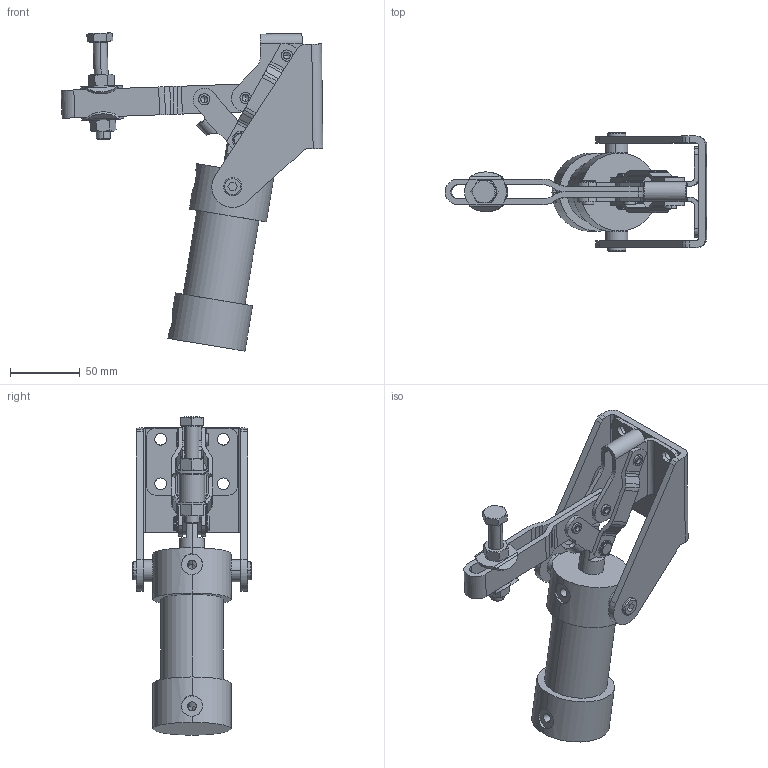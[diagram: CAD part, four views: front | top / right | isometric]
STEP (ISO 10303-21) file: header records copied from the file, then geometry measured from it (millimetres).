
FILE_DESCRIPTION((''),'2;1');
FILE_NAME('704-opened.stp','2005-09-28T10:32:08',('CAD'),(''),'Autodesk Inventor 8','Autodesk Inventor 8','');
FILE_SCHEMA(('AUTOMOTIVE_DESIGN { 1 0 10303 214 1 1 1 1 }'));
Length unit declared in the file: millimetre
Products named in the file (18): R704D1-OTEVØENÁ; Part1; 214.0-02D1; 704-03D1; 704-04D1; PODLOŽKA 800 115; 704-06E1; 704-07E1; KONZOLA VÁLCE; N 10x16 [D=5][d=4][d1=5][L=16][k=1,2][L1=3][R1=0,5][R=0,6]; P 10x8x8 [D=10,25 mm][L=7,8 mm][d=8,04 mm]; N 10x22 [D=5][d=4][d1=5][L=22][k=1,2][L1=3][R1=0,5][R=0,6]; P 10x8x14 [D=10,25 mm][L=13,8 mm][d=8,04 mm]; Šroub se šestihrannou hlavou ISO 4017 - M10x70; Šroub s vnitøním šestihranem DIN 912 - M8 x 16; Matice ISO 4032 M10; Kroužek 6 ÈSN 022929; VÁLEC PV40-70 2000045710400070
Assembly tree (25 placements, depth 2):
  R704D1-OTEVØENÁ
    Part1
    214.0-02D1
    704-03D1  x2
    704-04D1
    PODLOŽKA 800 115  x2
    704-06E1
    704-07E1  x2
    KONZOLA VÁLCE
    N 10x16 [D=5][d=4][d1=5][L=16][k=1,2][L1=3][R1=0,5][R=0,6]  x2
    P 10x8x8 [D=10,25 mm][L=7,8 mm][d=8,04 mm]  x2
    N 10x22 [D=5][d=4][d1=5][L=22][k=1,2][L1=3][R1=0,5][R=0,6]
    P 10x8x14 [D=10,25 mm][L=13,8 mm][d=8,04 mm]
    Šroub se šestihrannou hlavou ISO 4017 - M10x70
    Šroub s vnitøním šestihranem DIN 912 - M8 x 16  x2
    Matice ISO 4032 M10  x2
    Kroužek 6 ÈSN 022929  x2
    VÁLEC PV40-70 2000045710400070
Bounding box: 187.72 x 85 x 228.29 mm (x, y, z)
Volume: 408362.2 mm3; surface area: 118690.4 mm2
Topology: 25 solids, 25 shells, 1243 faces, 3011 edges, 1827 vertices
Faces by surface type: plane 534, cylinder 293, cone 280, bspline 124, torus 10, sphere 2
Entity records: 30068 total; most frequent: CARTESIAN_POINT 8772, DIRECTION 4452, ORIENTED_EDGE 4450, EDGE_CURVE 2225, AXIS2_PLACEMENT_3D 1736, VERTEX_POINT 1370, EDGE_LOOP 991, VECTOR 980
